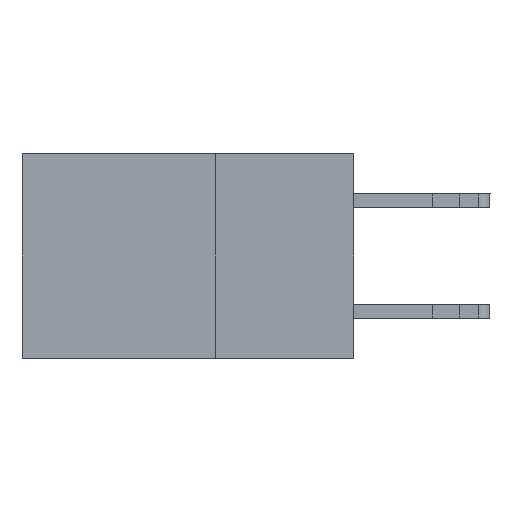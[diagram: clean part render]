
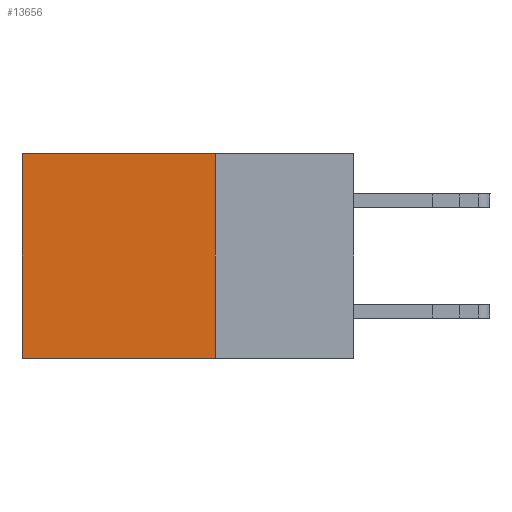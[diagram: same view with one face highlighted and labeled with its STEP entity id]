
A CAD part, left-side view. The second image highlights one B-rep face of the part: STEP entity #13656.
In plain terms, the highlighted planar face has unit normal (-1, 0, 0).
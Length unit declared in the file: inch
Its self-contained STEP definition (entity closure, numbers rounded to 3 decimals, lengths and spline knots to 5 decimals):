
#579 = FACE_OUTER_BOUND ( 'NONE', #19306, .T. ) ;
#1204 = VECTOR ( 'NONE', #22853, 39.37008 ) ;
#1946 = VERTEX_POINT ( 'NONE', #4037 ) ;
#3952 = EDGE_CURVE ( 'NONE', #1946, #10251, #9870, .T. ) ;
#4037 = CARTESIAN_POINT ( 'NONE',  ( 0.2875, 0.25, 0. ) ) ;
#5490 = VERTEX_POINT ( 'NONE', #6835 ) ;
#6511 = ORIENTED_EDGE ( 'NONE', *, *, #17924, .F. ) ;
#6835 = CARTESIAN_POINT ( 'NONE',  ( 0.2875, 0.6, -0.37 ) ) ;
#7419 = ORIENTED_EDGE ( 'NONE', *, *, #12522, .F. ) ;
#7956 = PLANE ( 'NONE',  #13408 ) ;
#9128 = CARTESIAN_POINT ( 'NONE',  ( 0.2875, 0.25, 0. ) ) ;
#9870 = LINE ( 'NONE', #10103, #1204 ) ;
#10103 = CARTESIAN_POINT ( 'NONE',  ( 0.2875, 0.25, 0. ) ) ;
#10251 = VERTEX_POINT ( 'NONE', #14645 ) ;
#10380 = CARTESIAN_POINT ( 'NONE',  ( 0.2875, 0.6, 0. ) ) ;
#10637 = VECTOR ( 'NONE', #12872, 39.37008 ) ;
#10936 = LINE ( 'NONE', #9128, #10637 ) ;
#11339 = LINE ( 'NONE', #20590, #16825 ) ;
#12522 = EDGE_CURVE ( 'NONE', #1946, #20861, #10936, .T. ) ;
#12872 = DIRECTION ( 'NONE',  ( 0., 0., -1. ) ) ;
#12919 = DIRECTION ( 'NONE',  ( 0., 1., 0. ) ) ;
#13408 = AXIS2_PLACEMENT_3D ( 'NONE', #22644, #22756, #20837 ) ;
#13656 = ADVANCED_FACE ( 'NONE', ( #579 ), #7956, .F. ) ;
#14603 = ORIENTED_EDGE ( 'NONE', *, *, #3952, .T. ) ;
#14645 = CARTESIAN_POINT ( 'NONE',  ( 0.2875, 0.6, 0. ) ) ;
#16825 = VECTOR ( 'NONE', #12919, 39.37008 ) ;
#17428 = ORIENTED_EDGE ( 'NONE', *, *, #19149, .T. ) ;
#17812 = CARTESIAN_POINT ( 'NONE',  ( 0.2875, 0.25, -0.37 ) ) ;
#17924 = EDGE_CURVE ( 'NONE', #20861, #5490, #11339, .T. ) ;
#17957 = DIRECTION ( 'NONE',  ( 0., 0., -1. ) ) ;
#19149 = EDGE_CURVE ( 'NONE', #10251, #5490, #23267, .T. ) ;
#19306 = EDGE_LOOP ( 'NONE', ( #17428, #6511, #7419, #14603 ) ) ;
#19957 = VECTOR ( 'NONE', #17957, 39.37008 ) ;
#20590 = CARTESIAN_POINT ( 'NONE',  ( 0.2875, 0.25, -0.37 ) ) ;
#20837 = DIRECTION ( 'NONE',  ( 0., 0., -1. ) ) ;
#20861 = VERTEX_POINT ( 'NONE', #17812 ) ;
#22644 = CARTESIAN_POINT ( 'NONE',  ( 0.2875, 0.25, 0. ) ) ;
#22756 = DIRECTION ( 'NONE',  ( 1., 0., 0. ) ) ;
#22853 = DIRECTION ( 'NONE',  ( 0., 1., 0. ) ) ;
#23267 = LINE ( 'NONE', #10380, #19957 ) ;
